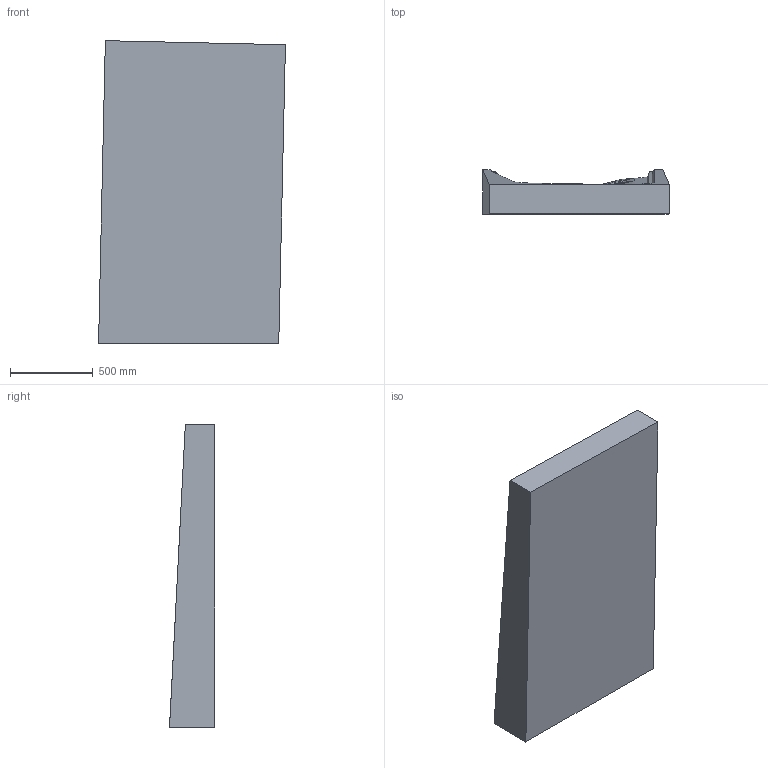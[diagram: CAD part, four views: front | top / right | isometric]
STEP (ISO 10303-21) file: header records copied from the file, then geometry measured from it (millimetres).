
FILE_DESCRIPTION(/* description */ (''),/* implementation_level */ '2;1');
FILE_NAME(/* name */ 'Wing_Mold_01092022 v1.step',/* time_stamp */ '2022-09-01T14:53:28+02:00',/* author */ (''),/* organization */ (''),/* preprocessor_version */ 'ST-DEVELOPER v19',/* originating_system */ 'Autodesk Translation Framework v11.7.0.108',/* authorisation */ '');
FILE_SCHEMA (('AUTOMOTIVE_DESIGN { 1 0 10303 214 3 1 1 }'));
Length unit declared in the file: millimetre
Products named in the file (1): Wing_Mold_01092022
Bounding box: 1127.36 x 271.47 x 1825.78 mm (x, y, z)
Volume: 293198372.2 mm3; surface area: 5409737 mm2
Topology: 1 solids, 1 shells, 156 faces, 451 edges, 298 vertices
Faces by surface type: bspline 141, plane 12, cylinder 3
Entity records: 12721 total; most frequent: CARTESIAN_POINT 9777, ORIENTED_EDGE 902, EDGE_CURVE 451, B_SPLINE_CURVE_WITH_KNOTS 392, VERTEX_POINT 298, EDGE_LOOP 157, FACE_OUTER_BOUND 156, ADVANCED_FACE 156
